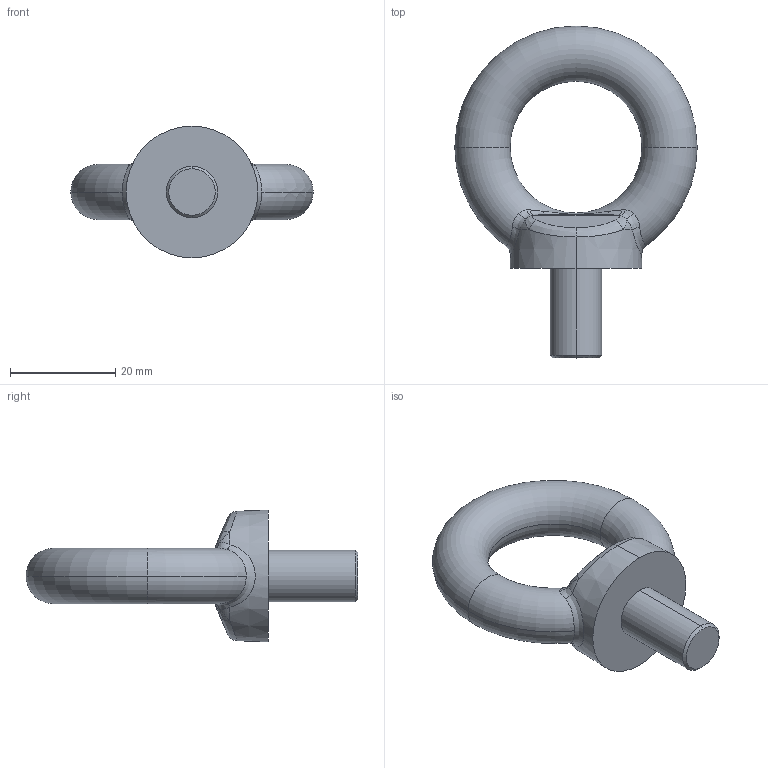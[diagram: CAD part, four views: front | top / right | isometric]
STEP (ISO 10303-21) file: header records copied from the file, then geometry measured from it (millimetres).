
FILE_DESCRIPTION (( 'STEP AP203' ), '1' );
FILE_NAME ('T39802.STEP', '2018-07-23T13:15:27', ( '' ), ( '' ), 'SwSTEP 2.0', 'SolidWorks 2016', '' );
FILE_SCHEMA (( 'CONFIG_CONTROL_DESIGN' ));
Length unit declared in the file: millimetre
Products named in the file (1): T39802
Bounding box: 46 x 63 x 25 mm (x, y, z)
Volume: 13628.6 mm3; surface area: 4931.5 mm2
Topology: 1 solids, 1 shells, 54 faces, 123 edges, 70 vertices
Faces by surface type: bspline 32, torus 8, plane 6, cone 4, cylinder 4
Entity records: 2743 total; most frequent: CARTESIAN_POINT 1676, ORIENTED_EDGE 246, DIRECTION 158, EDGE_CURVE 123, AXIS2_PLACEMENT_3D 74, VERTEX_POINT 70, B_SPLINE_CURVE_WITH_KNOTS 58, EDGE_LOOP 55
